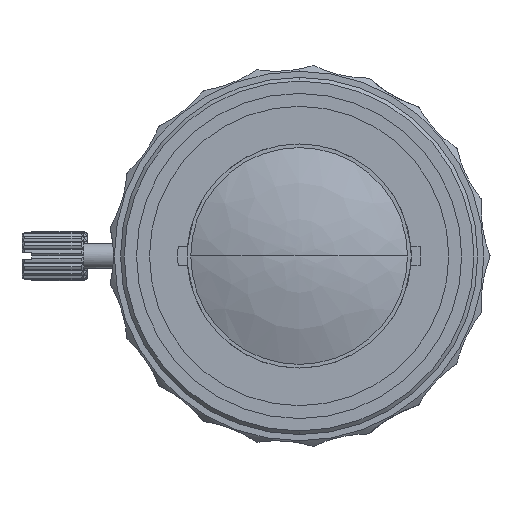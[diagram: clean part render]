
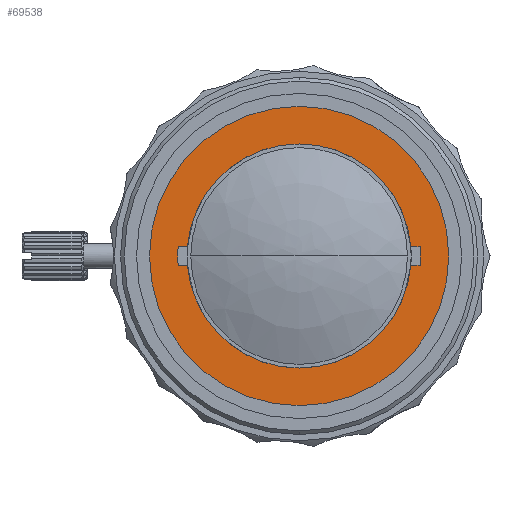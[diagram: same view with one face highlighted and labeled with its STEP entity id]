
A CAD part, left-side view. The second image highlights one B-rep face of the part: STEP entity #69538.
In plain terms, the highlighted planar face has unit normal (-1, 0, 0).
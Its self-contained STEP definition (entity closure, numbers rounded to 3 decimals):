
#301 = VERTEX_POINT ( 'NONE', #16317 ) ;
#720 = DIRECTION ( 'NONE',  ( 0., 0., 1. ) ) ;
#1248 = VERTEX_POINT ( 'NONE', #18638 ) ;
#2241 = EDGE_CURVE ( 'NONE', #17465, #16141, #59174, .T. ) ;
#3420 = AXIS2_PLACEMENT_3D ( 'NONE', #47892, #72160, #24815 ) ;
#5297 = CARTESIAN_POINT ( 'NONE',  ( -31.09, 0., 0. ) ) ;
#6142 = VERTEX_POINT ( 'NONE', #62076 ) ;
#6218 = CARTESIAN_POINT ( 'NONE',  ( -31.09, -9.069, 0.75 ) ) ;
#6381 = VERTEX_POINT ( 'NONE', #58923 ) ;
#7110 = DIRECTION ( 'NONE',  ( 0., 0., -1. ) ) ;
#7201 = CARTESIAN_POINT ( 'NONE',  ( -31.09, 0., 0. ) ) ;
#8704 = DIRECTION ( 'NONE',  ( 0., 1., 0. ) ) ;
#9091 = LINE ( 'NONE', #39245, #15705 ) ;
#9163 = DIRECTION ( 'NONE',  ( 1., 0., 0. ) ) ;
#9369 = CARTESIAN_POINT ( 'NONE',  ( -31.09, 0., -9.1 ) ) ;
#9374 = ORIENTED_EDGE ( 'NONE', *, *, #17352, .F. ) ;
#10042 = EDGE_CURVE ( 'NONE', #31364, #16141, #9091, .T. ) ;
#10315 = CARTESIAN_POINT ( 'NONE',  ( -31.09, 0., 0. ) ) ;
#12134 = VECTOR ( 'NONE', #65743, 1000. ) ;
#13022 = EDGE_CURVE ( 'NONE', #60661, #26648, #46602, .T. ) ;
#14038 = EDGE_LOOP ( 'NONE', ( #44248, #9374 ) ) ;
#15705 = VECTOR ( 'NONE', #8704, 1000. ) ;
#15900 = DIRECTION ( 'NONE',  ( 1., 0., 0. ) ) ;
#16141 = VERTEX_POINT ( 'NONE', #67297 ) ;
#16317 = CARTESIAN_POINT ( 'NONE',  ( -31.09, 9.069, 0.75 ) ) ;
#16444 = CARTESIAN_POINT ( 'NONE',  ( -31.09, 0., 0.75 ) ) ;
#16710 = DIRECTION ( 'NONE',  ( 0., 0., -1. ) ) ;
#17019 = ORIENTED_EDGE ( 'NONE', *, *, #10042, .T. ) ;
#17352 = EDGE_CURVE ( 'NONE', #74543, #56839, #21999, .T. ) ;
#17465 = VERTEX_POINT ( 'NONE', #73426 ) ;
#17740 = AXIS2_PLACEMENT_3D ( 'NONE', #10315, #9163, #51073 ) ;
#18638 = CARTESIAN_POINT ( 'NONE',  ( -31.09, -9.069, -0.75 ) ) ;
#21288 = CARTESIAN_POINT ( 'NONE',  ( -31.09, 0., 0. ) ) ;
#21770 = ORIENTED_EDGE ( 'NONE', *, *, #13022, .F. ) ;
#21999 = CIRCLE ( 'NONE', #65745, 12.15 ) ;
#23117 = CARTESIAN_POINT ( 'NONE',  ( -31.09, 0., 12.15 ) ) ;
#24597 = ORIENTED_EDGE ( 'NONE', *, *, #77246, .F. ) ;
#24815 = DIRECTION ( 'NONE',  ( 0., 0., 1. ) ) ;
#25259 = CIRCLE ( 'NONE', #17740, 9.1 ) ;
#26648 = VERTEX_POINT ( 'NONE', #6218 ) ;
#27429 = EDGE_CURVE ( 'NONE', #301, #6381, #74073, .T. ) ;
#27926 = DIRECTION ( 'NONE',  ( 0., 0., -1. ) ) ;
#28002 = CIRCLE ( 'NONE', #35499, 12.15 ) ;
#28805 = AXIS2_PLACEMENT_3D ( 'NONE', #21288, #45162, #27926 ) ;
#29957 = EDGE_CURVE ( 'NONE', #76529, #31364, #25259, .T. ) ;
#31364 = VERTEX_POINT ( 'NONE', #49613 ) ;
#32571 = CIRCLE ( 'NONE', #28805, 9.1 ) ;
#33217 = ORIENTED_EDGE ( 'NONE', *, *, #27429, .T. ) ;
#33441 = CARTESIAN_POINT ( 'NONE',  ( -31.09, -9.821, 0.75 ) ) ;
#34197 = LINE ( 'NONE', #63542, #45746 ) ;
#35315 = CARTESIAN_POINT ( 'NONE',  ( -31.09, 0., -12.15 ) ) ;
#35499 = AXIS2_PLACEMENT_3D ( 'NONE', #7201, #73719, #66698 ) ;
#35665 = ORIENTED_EDGE ( 'NONE', *, *, #2241, .F. ) ;
#35967 = AXIS2_PLACEMENT_3D ( 'NONE', #5297, #15900, #51935 ) ;
#36727 = FACE_OUTER_BOUND ( 'NONE', #14038, .T. ) ;
#36869 = CARTESIAN_POINT ( 'NONE',  ( -31.09, 0., 0. ) ) ;
#36979 = DIRECTION ( 'NONE',  ( 0., 1., 0. ) ) ;
#37265 = DIRECTION ( 'NONE',  ( 1., 0., 0. ) ) ;
#37316 = EDGE_CURVE ( 'NONE', #301, #17465, #49108, .T. ) ;
#39245 = CARTESIAN_POINT ( 'NONE',  ( -31.09, 9.445, -0.75 ) ) ;
#40324 = AXIS2_PLACEMENT_3D ( 'NONE', #36869, #37265, #7110 ) ;
#44248 = ORIENTED_EDGE ( 'NONE', *, *, #49834, .F. ) ;
#45162 = DIRECTION ( 'NONE',  ( 1., 0., 0. ) ) ;
#45624 = AXIS2_PLACEMENT_3D ( 'NONE', #47699, #54740, #66478 ) ;
#45717 = ORIENTED_EDGE ( 'NONE', *, *, #37316, .F. ) ;
#45746 = VECTOR ( 'NONE', #58077, 1000. ) ;
#46102 = DIRECTION ( 'NONE',  ( 1., 0., 0. ) ) ;
#46602 = LINE ( 'NONE', #16444, #12134 ) ;
#46948 = VECTOR ( 'NONE', #36979, 1000. ) ;
#47699 = CARTESIAN_POINT ( 'NONE',  ( -31.09, 12.636, 12.636 ) ) ;
#47892 = CARTESIAN_POINT ( 'NONE',  ( -31.09, 0., 0. ) ) ;
#49108 = LINE ( 'NONE', #72971, #46948 ) ;
#49613 = CARTESIAN_POINT ( 'NONE',  ( -31.09, 9.069, -0.75 ) ) ;
#49834 = EDGE_CURVE ( 'NONE', #56839, #74543, #28002, .T. ) ;
#50502 = ORIENTED_EDGE ( 'NONE', *, *, #29957, .T. ) ;
#51073 = DIRECTION ( 'NONE',  ( 0., 0., -1. ) ) ;
#51935 = DIRECTION ( 'NONE',  ( 0., 0., -1. ) ) ;
#53457 = CIRCLE ( 'NONE', #3420, 9.85 ) ;
#54740 = DIRECTION ( 'NONE',  ( 1., 0., 0. ) ) ;
#54746 = CIRCLE ( 'NONE', #35967, 9.1 ) ;
#55030 = ORIENTED_EDGE ( 'NONE', *, *, #76818, .T. ) ;
#55157 = CARTESIAN_POINT ( 'NONE',  ( -31.09, 0., 0. ) ) ;
#56839 = VERTEX_POINT ( 'NONE', #35315 ) ;
#58077 = DIRECTION ( 'NONE',  ( 0., -1., 0. ) ) ;
#58923 = CARTESIAN_POINT ( 'NONE',  ( -31.09, 0., 9.1 ) ) ;
#59174 = CIRCLE ( 'NONE', #75411, 9.85 ) ;
#60229 = FACE_BOUND ( 'NONE', #66892, .T. ) ;
#60661 = VERTEX_POINT ( 'NONE', #33441 ) ;
#62076 = CARTESIAN_POINT ( 'NONE',  ( -31.09, -9.821, -0.75 ) ) ;
#63542 = CARTESIAN_POINT ( 'NONE',  ( -31.09, 0., -0.75 ) ) ;
#65236 = CARTESIAN_POINT ( 'NONE',  ( -31.09, 0., 0. ) ) ;
#65743 = DIRECTION ( 'NONE',  ( 0., 1., 0. ) ) ;
#65745 = AXIS2_PLACEMENT_3D ( 'NONE', #65236, #46102, #16710 ) ;
#66086 = PLANE ( 'NONE',  #45624 ) ;
#66089 = ORIENTED_EDGE ( 'NONE', *, *, #71886, .F. ) ;
#66478 = DIRECTION ( 'NONE',  ( 0., -1., 0. ) ) ;
#66523 = DIRECTION ( 'NONE',  ( -1., 0., 0. ) ) ;
#66698 = DIRECTION ( 'NONE',  ( 0., 0., -1. ) ) ;
#66892 = EDGE_LOOP ( 'NONE', ( #45717, #33217, #55030, #21770, #24597, #66089, #69678, #50502, #17019, #35665 ) ) ;
#67297 = CARTESIAN_POINT ( 'NONE',  ( -31.09, 9.821, -0.75 ) ) ;
#67838 = EDGE_CURVE ( 'NONE', #1248, #76529, #32571, .T. ) ;
#69538 = ADVANCED_FACE ( 'NONE', ( #60229, #36727 ), #66086, .F. ) ;
#69678 = ORIENTED_EDGE ( 'NONE', *, *, #67838, .T. ) ;
#71886 = EDGE_CURVE ( 'NONE', #1248, #6142, #34197, .T. ) ;
#72160 = DIRECTION ( 'NONE',  ( -1., 0., 0. ) ) ;
#72971 = CARTESIAN_POINT ( 'NONE',  ( -31.09, 0., 0.75 ) ) ;
#73426 = CARTESIAN_POINT ( 'NONE',  ( -31.09, 9.821, 0.75 ) ) ;
#73719 = DIRECTION ( 'NONE',  ( 1., 0., 0. ) ) ;
#74073 = CIRCLE ( 'NONE', #40324, 9.1 ) ;
#74543 = VERTEX_POINT ( 'NONE', #23117 ) ;
#75411 = AXIS2_PLACEMENT_3D ( 'NONE', #55157, #66523, #720 ) ;
#76529 = VERTEX_POINT ( 'NONE', #9369 ) ;
#76818 = EDGE_CURVE ( 'NONE', #6381, #26648, #54746, .T. ) ;
#77246 = EDGE_CURVE ( 'NONE', #6142, #60661, #53457, .T. ) ;
